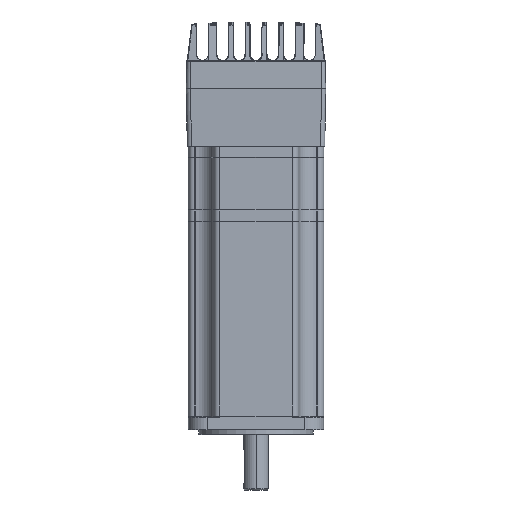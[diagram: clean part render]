
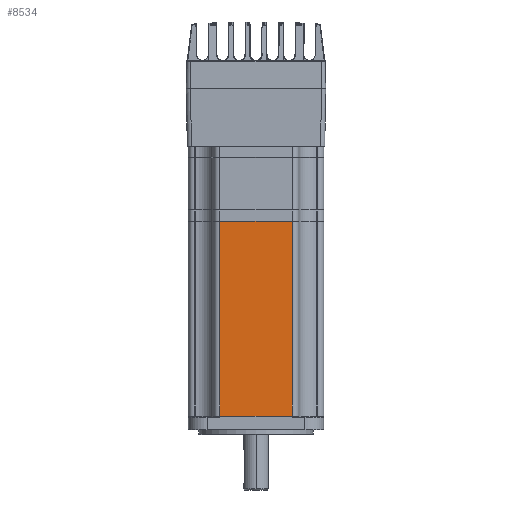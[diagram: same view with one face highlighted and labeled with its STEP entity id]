
A CAD part, front view. The second image highlights one B-rep face of the part: STEP entity #8534.
In plain terms, the highlighted planar face has unit normal (0, -1, 0).
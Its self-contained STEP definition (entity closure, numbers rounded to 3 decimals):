
#55 = EDGE_CURVE ( 'NONE', #42327, #65886, #8005, .T. ) ;
#1420 = VECTOR ( 'NONE', #48757, 1000. ) ;
#3743 = LINE ( 'NONE', #7926, #35600 ) ;
#7926 = CARTESIAN_POINT ( 'NONE',  ( 69.526, -111.406, 127. ) ) ;
#8005 = LINE ( 'NONE', #16497, #1420 ) ;
#8534 = ADVANCED_FACE ( 'NONE', ( #107299 ), #12413, .F. ) ;
#9177 = VERTEX_POINT ( 'NONE', #32149 ) ;
#10758 = LINE ( 'NONE', #38941, #12152 ) ;
#12152 = VECTOR ( 'NONE', #65179, 1000. ) ;
#12413 = PLANE ( 'NONE',  #68450 ) ;
#13117 = EDGE_CURVE ( 'NONE', #42327, #9177, #87848, .T. ) ;
#16497 = CARTESIAN_POINT ( 'NONE',  ( -0.474, -111.406, 127. ) ) ;
#22158 = CARTESIAN_POINT ( 'NONE',  ( -0.474, -111.406, 0. ) ) ;
#28044 = CARTESIAN_POINT ( 'NONE',  ( -30.474, -111.406, 127. ) ) ;
#29137 = ORIENTED_EDGE ( 'NONE', *, *, #55, .F. ) ;
#32149 = CARTESIAN_POINT ( 'NONE',  ( 69.526, -111.406, 0. ) ) ;
#35600 = VECTOR ( 'NONE', #50903, 1000. ) ;
#35887 = CARTESIAN_POINT ( 'NONE',  ( -0.474, -111.406, 187. ) ) ;
#36948 = DIRECTION ( 'NONE',  ( 0., 0., 1. ) ) ;
#37436 = DIRECTION ( 'NONE',  ( 1., 0., 0. ) ) ;
#38941 = CARTESIAN_POINT ( 'NONE',  ( -0.474, -111.406, 187. ) ) ;
#42028 = CARTESIAN_POINT ( 'NONE',  ( 69.526, -111.406, 187. ) ) ;
#42327 = VERTEX_POINT ( 'NONE', #22158 ) ;
#45895 = CARTESIAN_POINT ( 'NONE',  ( -30.474, -111.406, 0. ) ) ;
#48757 = DIRECTION ( 'NONE',  ( 0., 0., 1. ) ) ;
#50903 = DIRECTION ( 'NONE',  ( 0., 0., -1. ) ) ;
#53438 = VECTOR ( 'NONE', #37436, 1000. ) ;
#65179 = DIRECTION ( 'NONE',  ( 1., 0., 0. ) ) ;
#65886 = VERTEX_POINT ( 'NONE', #35887 ) ;
#68450 = AXIS2_PLACEMENT_3D ( 'NONE', #28044, #104971, #36948 ) ;
#70585 = VERTEX_POINT ( 'NONE', #42028 ) ;
#71906 = ORIENTED_EDGE ( 'NONE', *, *, #13117, .T. ) ;
#76391 = EDGE_CURVE ( 'NONE', #70585, #9177, #3743, .T. ) ;
#79185 = EDGE_LOOP ( 'NONE', ( #99830, #93811, #29137, #71906 ) ) ;
#87848 = LINE ( 'NONE', #45895, #53438 ) ;
#90823 = EDGE_CURVE ( 'NONE', #65886, #70585, #10758, .T. ) ;
#93811 = ORIENTED_EDGE ( 'NONE', *, *, #90823, .F. ) ;
#99830 = ORIENTED_EDGE ( 'NONE', *, *, #76391, .F. ) ;
#104971 = DIRECTION ( 'NONE',  ( 0., 1., 0. ) ) ;
#107299 = FACE_OUTER_BOUND ( 'NONE', #79185, .T. ) ;
